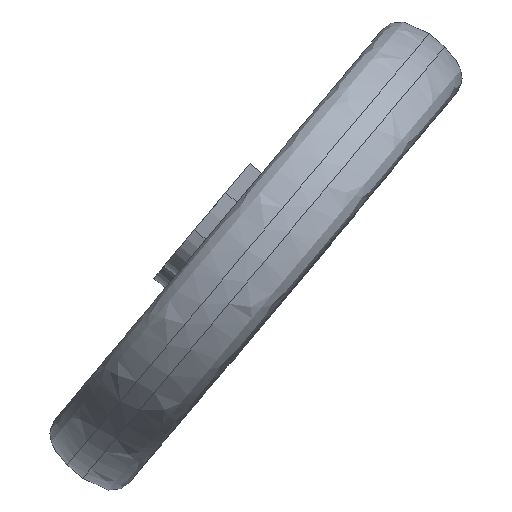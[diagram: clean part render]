
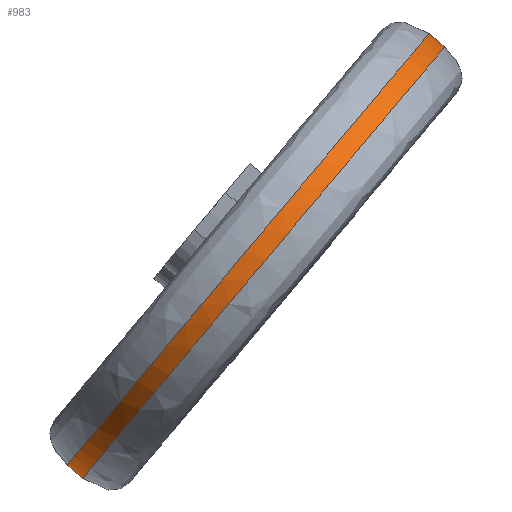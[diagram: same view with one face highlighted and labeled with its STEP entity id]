
A CAD part, top view. The second image highlights one B-rep face of the part: STEP entity #983.
In plain terms, the highlighted cylindrical face has radius 11 mm (diameter 22 mm), a partial arc.
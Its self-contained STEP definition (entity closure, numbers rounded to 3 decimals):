
#51 = CARTESIAN_POINT ( 'NONE',  ( 73.345, 46.721, 64.6 ) ) ;
#196 = CARTESIAN_POINT ( 'NONE',  ( 71.183, 41.811, 74.378 ) ) ;
#339 = CARTESIAN_POINT ( 'NONE',  ( 72.423, 42.045, 74.833 ) ) ;
#350 = CARTESIAN_POINT ( 'NONE',  ( 68.036, 36.816, 64.6 ) ) ;
#502 = CARTESIAN_POINT ( 'NONE',  ( 68.036, 36.816, 64.6 ) ) ;
#512 = VECTOR ( 'NONE', #2745, 1000. ) ;
#623 = DIRECTION ( 'NONE',  ( -0.643, -0.766, 0. ) ) ;
#631 = CARTESIAN_POINT ( 'NONE',  ( 74.421, 44.426, 75.6 ) ) ;
#645 = CARTESIAN_POINT ( 'NONE',  ( 70.65, 39.932, 73.207 ) ) ;
#756 = CARTESIAN_POINT ( 'NONE',  ( 80.349, 52.735, 70.858 ) ) ;
#781 = ORIENTED_EDGE ( 'NONE', *, *, #3731, .F. ) ;
#925 = CARTESIAN_POINT ( 'NONE',  ( 82.049, 53.516, 66.945 ) ) ;
#965 = CARTESIAN_POINT ( 'NONE',  ( 80.08, 51.17, 72.491 ) ) ;
#983 = ADVANCED_FACE ( 'NONE', ( #3598 ), #3058, .T. ) ;
#1037 = CARTESIAN_POINT ( 'NONE',  ( 75.864, 47.39, 75.444 ) ) ;
#1052 = CARTESIAN_POINT ( 'NONE',  ( 81.564, 54.183, 65.03 ) ) ;
#1064 = CARTESIAN_POINT ( 'NONE',  ( 75.179, 46.574, 75.6 ) ) ;
#1221 = CARTESIAN_POINT ( 'NONE',  ( 79.563, 50.553, 73.207 ) ) ;
#1250 = B_SPLINE_CURVE_WITH_KNOTS ( 'NONE', 3,
 ( #2772, #1362, #3104, #2785, #3051, #2504, #3665, #2529, #3395, #196, #3409, #1665, #3065, #1064, #1037, #1338, #3367, #2193, #3381, #756, #2514, #1932, #3074, #2809, #1052, #1324 ),
 .UNSPECIFIED., .F., .F.,
 ( 4, 2, 2, 2, 2, 2, 2, 2, 2, 2, 2, 2, 4 ),
 ( 0.162, 0.188, 0.25, 0.313, 0.375, 0.438, 0.5, 0.563, 0.625, 0.688, 0.75, 0.813, 0.838 ),
 .UNSPECIFIED. ) ;
#1264 = CARTESIAN_POINT ( 'NONE',  ( 81.325, 52.654, 69.942 ) ) ;
#1324 = CARTESIAN_POINT ( 'NONE',  ( 81.564, 54.184, 64.6 ) ) ;
#1329 = EDGE_LOOP ( 'NONE', ( #3332, #2961, #2070, #781 ) ) ;
#1338 = CARTESIAN_POINT ( 'NONE',  ( 77.177, 48.955, 74.833 ) ) ;
#1362 = CARTESIAN_POINT ( 'NONE',  ( 67.423, 37.331, 65.03 ) ) ;
#1500 = CARTESIAN_POINT ( 'NONE',  ( 76.477, 46.876, 75.444 ) ) ;
#1520 = EDGE_CURVE ( 'NONE', #2683, #2747, #3369, .T. ) ;
#1528 = CARTESIAN_POINT ( 'NONE',  ( 80.961, 52.221, 70.858 ) ) ;
#1665 = CARTESIAN_POINT ( 'NONE',  ( 73.123, 44.124, 75.444 ) ) ;
#1679 = CARTESIAN_POINT ( 'NONE',  ( 66.274, 38.295, 64.6 ) ) ;
#1758 = VERTEX_POINT ( 'NONE', #3206 ) ;
#1788 = CARTESIAN_POINT ( 'NONE',  ( 82.177, 53.669, 65.03 ) ) ;
#1820 = VECTOR ( 'NONE', #2292, 1000. ) ;
#1932 = CARTESIAN_POINT ( 'NONE',  ( 81.256, 53.816, 67.985 ) ) ;
#1956 = AXIS2_PLACEMENT_3D ( 'NONE', #51, #2660, #623 ) ;
#1962 = CARTESIAN_POINT ( 'NONE',  ( 81.564, 54.184, 64.6 ) ) ;
#2070 = ORIENTED_EDGE ( 'NONE', *, *, #3304, .T. ) ;
#2091 = CARTESIAN_POINT ( 'NONE',  ( 75.792, 46.059, 75.6 ) ) ;
#2164 = CARTESIAN_POINT ( 'NONE',  ( 80.415, 55.148, 64.6 ) ) ;
#2193 = CARTESIAN_POINT ( 'NONE',  ( 78.95, 51.068, 73.207 ) ) ;
#2292 = DIRECTION ( 'NONE',  ( 0.766, -0.643, 0. ) ) ;
#2367 = CARTESIAN_POINT ( 'NONE',  ( 73.736, 43.61, 75.444 ) ) ;
#2403 = CARTESIAN_POINT ( 'NONE',  ( 68.888, 37.832, 69.942 ) ) ;
#2414 = CARTESIAN_POINT ( 'NONE',  ( 82.161, 53.65, 65.459 ) ) ;
#2504 = CARTESIAN_POINT ( 'NONE',  ( 68.275, 38.346, 69.942 ) ) ;
#2514 = CARTESIAN_POINT ( 'NONE',  ( 80.712, 53.168, 69.942 ) ) ;
#2529 = CARTESIAN_POINT ( 'NONE',  ( 69.52, 39.83, 72.491 ) ) ;
#2658 = CARTESIAN_POINT ( 'NONE',  ( 71.796, 41.297, 74.378 ) ) ;
#2660 = DIRECTION ( 'NONE',  ( 0.766, -0.643, 0. ) ) ;
#2669 = CARTESIAN_POINT ( 'NONE',  ( 70.133, 39.316, 72.491 ) ) ;
#2679 = CARTESIAN_POINT ( 'NONE',  ( 68.052, 36.836, 65.459 ) ) ;
#2683 = VERTEX_POINT ( 'NONE', #1962 ) ;
#2703 = CARTESIAN_POINT ( 'NONE',  ( 81.869, 53.302, 67.985 ) ) ;
#2708 = B_SPLINE_CURVE_WITH_KNOTS ( 'NONE', 3,
 ( #3263, #1788, #2414, #925, #2703, #1264, #1528, #965, #1221, #3559, #3292, #1500, #2091, #631, #2367, #339, #2658, #645, #2669, #3251, #2403, #2985, #2997, #2679, #2956, #350 ),
 .UNSPECIFIED., .F., .F.,
 ( 4, 2, 2, 2, 2, 2, 2, 2, 2, 2, 2, 2, 4 ),
 ( 0.162, 0.187, 0.25, 0.312, 0.375, 0.437, 0.5, 0.562, 0.625, 0.687, 0.75, 0.812, 0.838 ),
 .UNSPECIFIED. ) ;
#2745 = DIRECTION ( 'NONE',  ( 0.766, -0.643, 0. ) ) ;
#2747 = VERTEX_POINT ( 'NONE', #3203 ) ;
#2772 = CARTESIAN_POINT ( 'NONE',  ( 67.423, 37.331, 64.6 ) ) ;
#2785 = CARTESIAN_POINT ( 'NONE',  ( 67.551, 37.484, 66.945 ) ) ;
#2809 = CARTESIAN_POINT ( 'NONE',  ( 81.548, 54.164, 65.459 ) ) ;
#2956 = CARTESIAN_POINT ( 'NONE',  ( 68.036, 36.817, 65.03 ) ) ;
#2961 = ORIENTED_EDGE ( 'NONE', *, *, #3541, .F. ) ;
#2985 = CARTESIAN_POINT ( 'NONE',  ( 68.344, 37.184, 67.985 ) ) ;
#2997 = CARTESIAN_POINT ( 'NONE',  ( 68.164, 36.97, 66.945 ) ) ;
#3051 = CARTESIAN_POINT ( 'NONE',  ( 67.731, 37.698, 67.985 ) ) ;
#3058 = CYLINDRICAL_SURFACE ( 'NONE', #1956, 11. ) ;
#3065 = CARTESIAN_POINT ( 'NONE',  ( 73.808, 44.941, 75.6 ) ) ;
#3074 = CARTESIAN_POINT ( 'NONE',  ( 81.436, 54.03, 66.945 ) ) ;
#3104 = CARTESIAN_POINT ( 'NONE',  ( 67.439, 37.35, 65.459 ) ) ;
#3194 = VERTEX_POINT ( 'NONE', #502 ) ;
#3203 = CARTESIAN_POINT ( 'NONE',  ( 82.177, 53.669, 64.6 ) ) ;
#3206 = CARTESIAN_POINT ( 'NONE',  ( 67.423, 37.331, 64.6 ) ) ;
#3251 = CARTESIAN_POINT ( 'NONE',  ( 69.251, 38.265, 70.858 ) ) ;
#3263 = CARTESIAN_POINT ( 'NONE',  ( 82.177, 53.669, 64.6 ) ) ;
#3292 = CARTESIAN_POINT ( 'NONE',  ( 77.79, 48.441, 74.833 ) ) ;
#3304 = EDGE_CURVE ( 'NONE', #1758, #3194, #3494, .T. ) ;
#3332 = ORIENTED_EDGE ( 'NONE', *, *, #1520, .F. ) ;
#3367 = CARTESIAN_POINT ( 'NONE',  ( 77.804, 49.703, 74.378 ) ) ;
#3369 = LINE ( 'NONE', #2164, #512 ) ;
#3381 = CARTESIAN_POINT ( 'NONE',  ( 79.467, 51.684, 72.491 ) ) ;
#3395 = CARTESIAN_POINT ( 'NONE',  ( 70.037, 40.447, 73.207 ) ) ;
#3409 = CARTESIAN_POINT ( 'NONE',  ( 71.81, 42.559, 74.833 ) ) ;
#3494 = LINE ( 'NONE', #1679, #1820 ) ;
#3541 = EDGE_CURVE ( 'NONE', #1758, #2683, #1250, .T. ) ;
#3559 = CARTESIAN_POINT ( 'NONE',  ( 78.417, 49.189, 74.378 ) ) ;
#3598 = FACE_OUTER_BOUND ( 'NONE', #1329, .T. ) ;
#3665 = CARTESIAN_POINT ( 'NONE',  ( 68.639, 38.779, 70.858 ) ) ;
#3731 = EDGE_CURVE ( 'NONE', #2747, #3194, #2708, .T. ) ;
